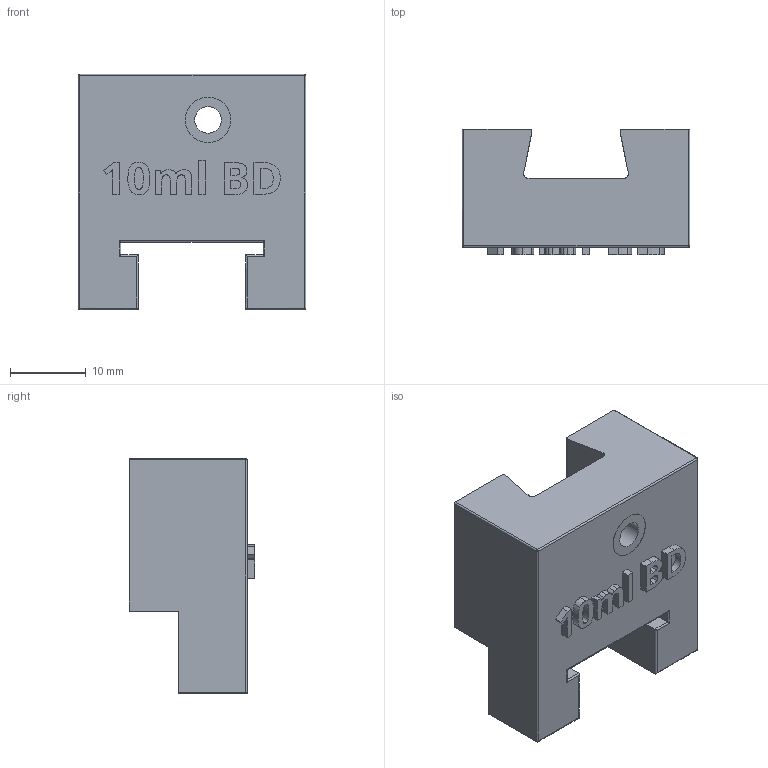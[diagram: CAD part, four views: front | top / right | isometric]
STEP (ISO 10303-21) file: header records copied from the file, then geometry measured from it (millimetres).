
FILE_DESCRIPTION(/* description */ ('STEP AP242','CAx-IF Rec.Pracs.---Representation and Presentation of Product Manufacturing Information (PMI)---4.0---2014-10-13','CAx-IF Rec.Pracs.---3D Tessellated Geometry---0.4---2014-09-14','2;1'),/* implementation_level */ '2;1');
FILE_NAME(/* name */ '67e5e42b3a209515a135866c',/* time_stamp */ '2025-03-27T23:50:04Z',/* author */ (''),/* organization */ (''),/* preprocessor_version */ 'ST-DEVELOPER v20',/* originating_system */ 'ONSHAPE BY PTC INC, 1.195',/* authorisation */ ' ');
FILE_SCHEMA (('AP242_MANAGED_MODEL_BASED_3D_ENGINEERING_MIM_LF { 1 0 10303 442 1 1 4 }'));
Length unit declared in the file: metre
Products named in the file (1): 10mL BD Plunger
Bounding box: 30 x 16.55 x 31 mm (x, y, z)
Volume: 9414.1 mm3; surface area: 3899.4 mm2
Topology: 1 solids, 1 shells, 160 faces, 423 edges, 276 vertices
Faces by surface type: bspline 79, plane 73, cylinder 8
Full cylindrical faces by diameter (mm): 3.5 x1, 6 x1
Entity records: 5669 total; most frequent: CARTESIAN_POINT 2303, ORIENTED_EDGE 838, EDGE_CURVE 419, DIRECTION 409, VERTEX_POINT 274, LINE 213, VECTOR 213, B_SPLINE_CURVE_WITH_KNOTS 190
